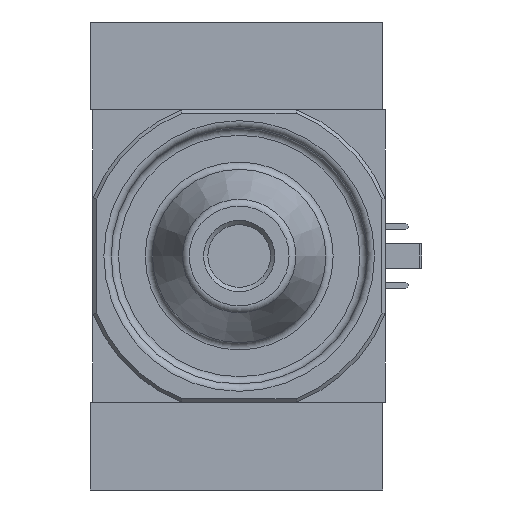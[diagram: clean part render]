
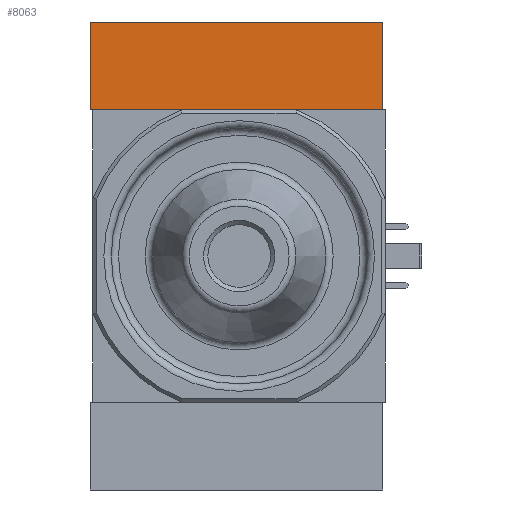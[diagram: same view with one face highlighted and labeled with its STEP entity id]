
A CAD part, front view. The second image highlights one B-rep face of the part: STEP entity #8063.
In plain terms, the highlighted planar face has unit normal (0, -1, 0).
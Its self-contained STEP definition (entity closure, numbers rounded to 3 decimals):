
#234=PLANE('',#8647);
#1466=ORIENTED_EDGE('',*,*,#2813,.T.);
#1467=ORIENTED_EDGE('',*,*,#2836,.F.);
#1468=ORIENTED_EDGE('',*,*,#2837,.F.);
#1469=ORIENTED_EDGE('',*,*,#2833,.T.);
#2813=EDGE_CURVE('',#3564,#3566,#4108,.T.);
#2833=EDGE_CURVE('',#3586,#3564,#4115,.T.);
#2836=EDGE_CURVE('',#3588,#3566,#4118,.T.);
#2837=EDGE_CURVE('',#3586,#3588,#4119,.T.);
#3564=VERTEX_POINT('',#11935);
#3566=VERTEX_POINT('',#11939);
#3586=VERTEX_POINT('',#11981);
#3588=VERTEX_POINT('',#11987);
#4108=LINE('',#11940,#4559);
#4115=LINE('',#11980,#4566);
#4118=LINE('',#11986,#4569);
#4119=LINE('',#11988,#4570);
#4559=VECTOR('',#9886,1000.);
#4566=VECTOR('',#9921,1000.);
#4569=VECTOR('',#9926,1000.);
#4570=VECTOR('',#9927,1000.);
#5065=EDGE_LOOP('',(#1466,#1467,#1468,#1469));
#5622=FACE_BOUND('',#5065,.T.);
#8063=ADVANCED_FACE('',(#5622),#234,.F.);
#8647=AXIS2_PLACEMENT_3D('',#11985,#9924,#9925);
#9886=DIRECTION('',(1.,0.,0.));
#9921=DIRECTION('',(0.,0.,-1.));
#9924=DIRECTION('',(0.,1.,0.));
#9925=DIRECTION('',(0.,0.,1.));
#9926=DIRECTION('',(0.,0.,-1.));
#9927=DIRECTION('',(1.,0.,0.));
#11935=CARTESIAN_POINT('',(-20.,-10.,-6.));
#11939=CARTESIAN_POINT('',(20.,-10.,-6.));
#11940=CARTESIAN_POINT('',(-20.,-10.,-6.));
#11980=CARTESIAN_POINT('',(-20.,-10.,6.));
#11981=CARTESIAN_POINT('',(-20.,-10.,6.));
#11985=CARTESIAN_POINT('',(-20.,-10.,6.));
#11986=CARTESIAN_POINT('',(20.,-10.,6.));
#11987=CARTESIAN_POINT('',(20.,-10.,6.));
#11988=CARTESIAN_POINT('',(-20.,-10.,6.));
